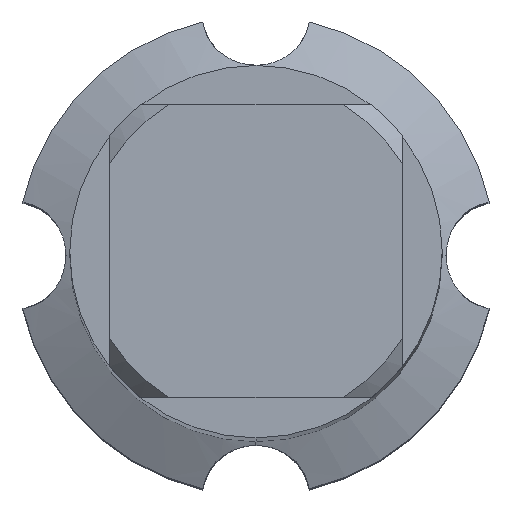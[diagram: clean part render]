
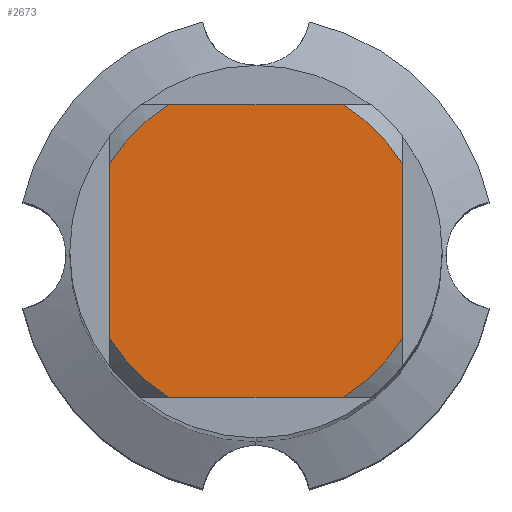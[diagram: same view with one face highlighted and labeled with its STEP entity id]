
A CAD part, top view. The second image highlights one B-rep face of the part: STEP entity #2673.
In plain terms, the highlighted planar face has unit normal (0, 0, 1).
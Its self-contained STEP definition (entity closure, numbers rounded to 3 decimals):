
#2613=VERTEX_POINT('',#6799);
#2617=EDGE_CURVE('',#3091,#4251,#6803,.T.);
#2655=VERTEX_POINT('',#6846);
#2673=ADVANCED_FACE('',(#6864),#6865,.T.);
#3091=VERTEX_POINT('',#7313);
#3153=EDGE_CURVE('',#2655,#2613,#7382,.T.);
#3155=VERTEX_POINT('',#7384);
#3161=EDGE_CURVE('',#5357,#3163,#7390,.T.);
#3163=VERTEX_POINT('',#7392);
#4163=EDGE_CURVE('',#2655,#3155,#8479,.T.);
#4251=VERTEX_POINT('',#8572);
#4301=EDGE_CURVE('',#5357,#2613,#8627,.T.);
#4769=VERTEX_POINT('',#9129);
#5357=VERTEX_POINT('',#9771);
#5471=EDGE_CURVE('',#4769,#3155,#9895,.T.);
#6097=EDGE_CURVE('',#3091,#3163,#10571,.T.);
#6171=EDGE_CURVE('',#4769,#4251,#10656,.T.);
#6799=CARTESIAN_POINT('',(3.273,-5.5,0.0));
#6803=CIRCLE('',#11859,6.4);
#6846=CARTESIAN_POINT('',(5.5,-3.273,0.0));
#6864=FACE_OUTER_BOUND('',#11962,.T.);
#6865=PLANE('',#11963);
#7313=CARTESIAN_POINT('',(-5.5,3.273,0.0));
#7382=CIRCLE('',#12982,6.4);
#7384=CARTESIAN_POINT('',(5.5,3.273,0.0));
#7390=CIRCLE('',#12991,6.4);
#7392=CARTESIAN_POINT('',(-5.5,-3.273,0.0));
#8479=LINE('',#15041,#15042);
#8572=CARTESIAN_POINT('',(-3.273,5.5,0.0));
#8627=LINE('',#15290,#15291);
#9129=CARTESIAN_POINT('',(3.273,5.5,0.0));
#9771=CARTESIAN_POINT('',(-3.273,-5.5,0.0));
#9895=CIRCLE('',#17633,6.4);
#10571=LINE('',#19031,#19032);
#10656=LINE('',#19174,#19175);
#11859=AXIS2_PLACEMENT_3D('',#19926,#19927,#19928);
#11962=EDGE_LOOP('',(#20010,#20011,#20012,#20013,#20014,#20015,#20016,#20017));
#11963=AXIS2_PLACEMENT_3D('',#20018,#20019,#20020);
#12982=AXIS2_PLACEMENT_3D('',#20496,#20497,#20498);
#12991=AXIS2_PLACEMENT_3D('',#20499,#20500,#20501);
#15041=CARTESIAN_POINT('',(5.5,1.6,0.0));
#15042=VECTOR('',#21639,1.0);
#15290=CARTESIAN_POINT('',(0.0,-5.5,0.0));
#15291=VECTOR('',#21862,1.0);
#17633=AXIS2_PLACEMENT_3D('',#23090,#23091,#23092);
#19031=CARTESIAN_POINT('',(-5.5,1.6,0.0));
#19032=VECTOR('',#23816,1.0);
#19174=CARTESIAN_POINT('',(0.0,5.5,0.0));
#19175=VECTOR('',#23949,1.0);
#19926=CARTESIAN_POINT('',(0.0,0.0,0.0));
#19927=DIRECTION('',(0.0,0.0,-1.0));
#19928=DIRECTION('',(0.0,1.0,0.0));
#20010=ORIENTED_EDGE('',*,*,#6097,.T.);
#20011=ORIENTED_EDGE('',*,*,#3161,.F.);
#20012=ORIENTED_EDGE('',*,*,#4301,.T.);
#20013=ORIENTED_EDGE('',*,*,#3153,.F.);
#20014=ORIENTED_EDGE('',*,*,#4163,.T.);
#20015=ORIENTED_EDGE('',*,*,#5471,.F.);
#20016=ORIENTED_EDGE('',*,*,#6171,.T.);
#20017=ORIENTED_EDGE('',*,*,#2617,.F.);
#20018=CARTESIAN_POINT('',(0.0,3.2,0.0));
#20019=DIRECTION('',(-0.0,0.0,1.0));
#20020=DIRECTION('',(0.0,-1.0,0.0));
#20496=CARTESIAN_POINT('',(0.0,0.0,0.0));
#20497=DIRECTION('',(0.0,0.0,-1.0));
#20498=DIRECTION('',(0.0,1.0,0.0));
#20499=CARTESIAN_POINT('',(0.0,0.0,0.0));
#20500=DIRECTION('',(0.0,0.0,-1.0));
#20501=DIRECTION('',(0.0,1.0,0.0));
#21639=DIRECTION('',(-0.0,1.0,0.0));
#21862=DIRECTION('',(1.0,0.0,0.0));
#23090=CARTESIAN_POINT('',(0.0,0.0,0.0));
#23091=DIRECTION('',(0.0,0.0,-1.0));
#23092=DIRECTION('',(0.0,1.0,0.0));
#23816=DIRECTION('',(-0.0,-1.0,0.0));
#23949=DIRECTION('',(-1.0,0.0,0.0));
